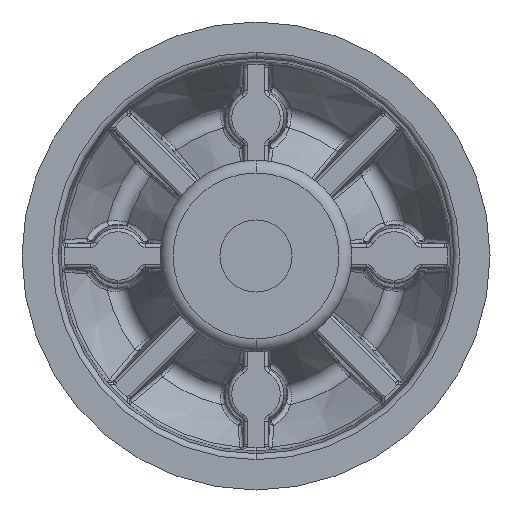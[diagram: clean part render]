
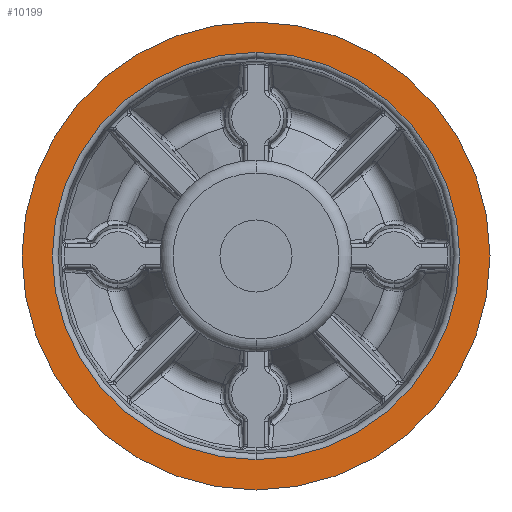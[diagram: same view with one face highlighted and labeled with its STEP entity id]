
A CAD part, front view. The second image highlights one B-rep face of the part: STEP entity #10199.
In plain terms, the highlighted planar face has unit normal (0, -1, 0).
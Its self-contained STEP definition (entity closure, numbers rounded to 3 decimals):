
#1306 = DIRECTION ( 'NONE',  ( 0., 0., 1. ) ) ;
#1823 = CARTESIAN_POINT ( 'NONE',  ( 0., -1., 0. ) ) ;
#1928 = DIRECTION ( 'NONE',  ( 0., 1., 0. ) ) ;
#2081 = DIRECTION ( 'NONE',  ( 0., 0., 1. ) ) ;
#2139 = CARTESIAN_POINT ( 'NONE',  ( 0., -1., 0. ) ) ;
#2587 = CIRCLE ( 'NONE', #8080, 16.974 ) ;
#2713 = PLANE ( 'NONE',  #6073 ) ;
#2760 = VERTEX_POINT ( 'NONE', #8145 ) ;
#3838 = FACE_BOUND ( 'NONE', #10239, .T. ) ;
#3892 = EDGE_LOOP ( 'NONE', ( #8119, #7071 ) ) ;
#3920 = CARTESIAN_POINT ( 'NONE',  ( 0., -1., -19.5 ) ) ;
#3981 = DIRECTION ( 'NONE',  ( 0., -1., 0. ) ) ;
#4891 = CARTESIAN_POINT ( 'NONE',  ( -19.5, -1., 0. ) ) ;
#4909 = EDGE_CURVE ( 'NONE', #7823, #13562, #5987, .T. ) ;
#5352 = DIRECTION ( 'NONE',  ( 0., 1., 0. ) ) ;
#5833 = VERTEX_POINT ( 'NONE', #13174 ) ;
#5987 = CIRCLE ( 'NONE', #12646, 19.5 ) ;
#6011 = FACE_OUTER_BOUND ( 'NONE', #3892, .T. ) ;
#6073 = AXIS2_PLACEMENT_3D ( 'NONE', #4891, #3981, #9572 ) ;
#6730 = EDGE_CURVE ( 'NONE', #5833, #2760, #11945, .T. ) ;
#7064 = DIRECTION ( 'NONE',  ( 0., 1., 0. ) ) ;
#7071 = ORIENTED_EDGE ( 'NONE', *, *, #12035, .F. ) ;
#7761 = CARTESIAN_POINT ( 'NONE',  ( 0., -1., 0. ) ) ;
#7823 = VERTEX_POINT ( 'NONE', #13923 ) ;
#7927 = AXIS2_PLACEMENT_3D ( 'NONE', #2139, #5352, #10930 ) ;
#8080 = AXIS2_PLACEMENT_3D ( 'NONE', #1823, #13097, #12958 ) ;
#8119 = ORIENTED_EDGE ( 'NONE', *, *, #4909, .F. ) ;
#8145 = CARTESIAN_POINT ( 'NONE',  ( 0., -1., -16.974 ) ) ;
#8198 = AXIS2_PLACEMENT_3D ( 'NONE', #12801, #7064, #1306 ) ;
#9572 = DIRECTION ( 'NONE',  ( 0., 0., -1. ) ) ;
#10199 = ADVANCED_FACE ( 'NONE', ( #3838, #6011 ), #2713, .T. ) ;
#10239 = EDGE_LOOP ( 'NONE', ( #12289, #12229 ) ) ;
#10930 = DIRECTION ( 'NONE',  ( 0., 0., -1. ) ) ;
#11945 = CIRCLE ( 'NONE', #7927, 16.974 ) ;
#12035 = EDGE_CURVE ( 'NONE', #13562, #7823, #13694, .T. ) ;
#12229 = ORIENTED_EDGE ( 'NONE', *, *, #6730, .T. ) ;
#12289 = ORIENTED_EDGE ( 'NONE', *, *, #14431, .T. ) ;
#12646 = AXIS2_PLACEMENT_3D ( 'NONE', #7761, #1928, #2081 ) ;
#12801 = CARTESIAN_POINT ( 'NONE',  ( 0., -1., 0. ) ) ;
#12958 = DIRECTION ( 'NONE',  ( 0., 0., -1. ) ) ;
#13097 = DIRECTION ( 'NONE',  ( 0., 1., 0. ) ) ;
#13174 = CARTESIAN_POINT ( 'NONE',  ( 0., -1., 16.974 ) ) ;
#13562 = VERTEX_POINT ( 'NONE', #3920 ) ;
#13694 = CIRCLE ( 'NONE', #8198, 19.5 ) ;
#13923 = CARTESIAN_POINT ( 'NONE',  ( 0., -1., 19.5 ) ) ;
#14431 = EDGE_CURVE ( 'NONE', #2760, #5833, #2587, .T. ) ;
